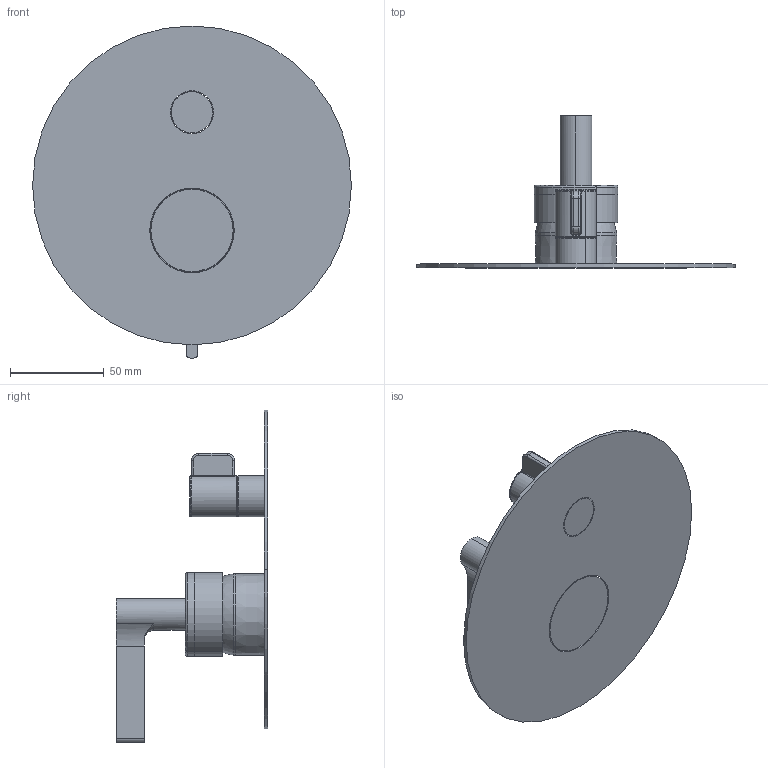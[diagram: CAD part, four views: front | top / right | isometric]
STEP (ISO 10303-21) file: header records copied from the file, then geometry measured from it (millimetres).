
FILE_DESCRIPTION(('CATIA V5 STEP Exchange','CAx-IF Rec.Pracs.--- Model Styling and Organization---1.5--- 2016-08-15','CAx-IF Rec.Pracs.---Supplemental Geometry---1.0---2011-11-01','CAx-IF Rec.Pracs.--- Composite Materials ---3.4---2017-06-13','CAx-IF Rec.Pracs.---Tessellated 3D Geometry---1.0---2015-12-17'),'2;1');
FILE_NAME('GC002300.stp','2022-09-19T07:55:12+00:00',('none'),('none'),'CATIA Version 5-6 Release 2020 SP2','CATIA V5 STEP AP242 v2','none');
FILE_SCHEMA(('AP242_MANAGED_MODEL_BASED_3D_ENGINEERING_MIM_LF {1 0 10303 442 1 1 4}'));
Length unit declared in the file: millimetre
Products named in the file (1): PR.0518.40_AllCATPart
Bounding box: 170 x 81 x 177 mm (x, y, z)
Volume: 139063 mm3; surface area: 61515.5 mm2
Topology: 3 solids, 4 shells, 106 faces, 243 edges, 149 vertices
Faces by surface type: cylinder 48, plane 25, torus 18, bspline 6, cone 5, sphere 2, revolution 2
Entity records: 3300 total; most frequent: CARTESIAN_POINT 937, ORIENTED_EDGE 482, DIRECTION 360, EDGE_CURVE 241, AXIS2_PLACEMENT_3D 207, VERTEX_POINT 149, CIRCLE 133, EDGE_LOOP 118
